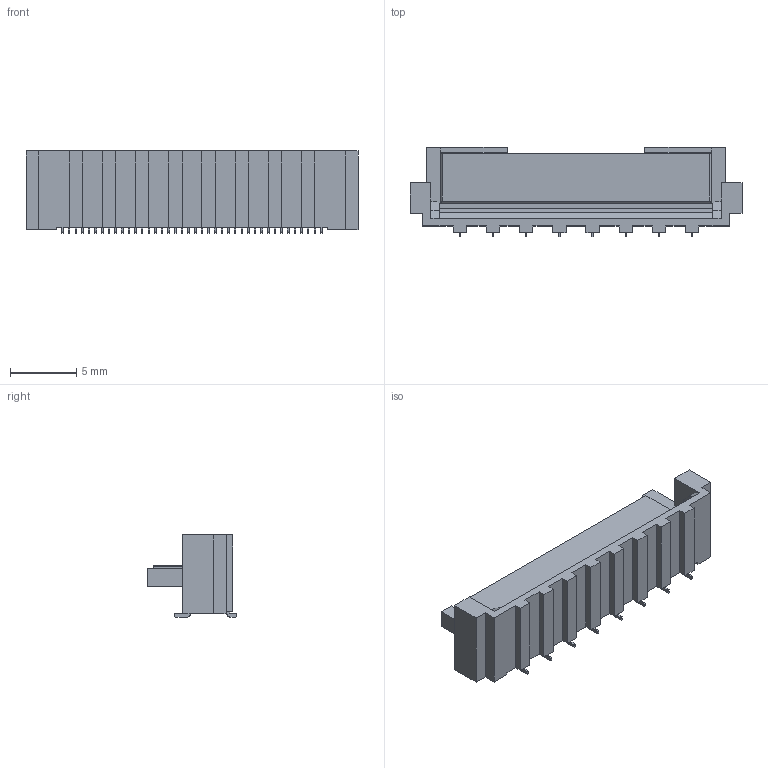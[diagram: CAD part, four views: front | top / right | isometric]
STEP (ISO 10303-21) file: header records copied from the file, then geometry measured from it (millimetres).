
FILE_DESCRIPTION(('CoCreate Modeling STEP Export'),'2;1');
FILE_NAME('FH48-40S-05SV_ACTUATOR(LOCK).stp','2011-08-03T16:24:09',(''),(''),'CoCreate Modeling STEP processor for AP214 (Solid Model)','CoCreate Modeling 17.0 01-Apr-2010 (C) Parametric Technology GmbH','');
FILE_SCHEMA(('AUTOMOTIVE_DESIGN { 1 0 10303 214 1 1 1 1 }'));
Length unit declared in the file: millimetre
Products named in the file (1): FH48-40S-05SV_ACTUATOR(LOCK)
Bounding box: 25 x 6.77 x 6.18 mm (x, y, z)
Volume: 416 mm3; surface area: 846.5 mm2
Topology: 1 solids, 1 shells, 584 faces, 1686 edges, 1152 vertices
Faces by surface type: plane 486, cylinder 98
Entity records: 18182 total; most frequent: ORIENTED_EDGE 3372, CARTESIAN_POINT 3220, DIRECTION 2743, EDGE_CURVE 1686, VECTOR 1393, LINE 1393, VERTEX_POINT 1152, AXIS2_PLACEMENT_3D 675
